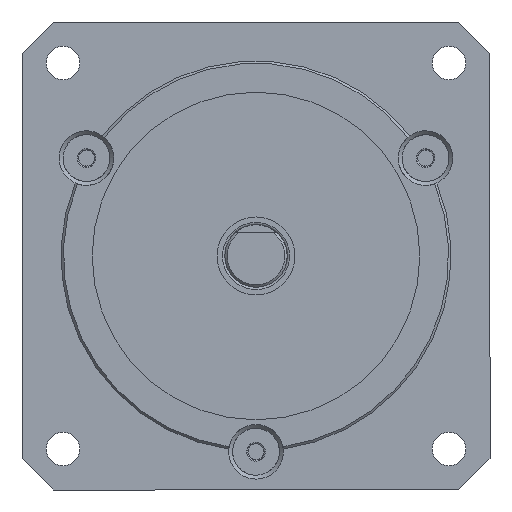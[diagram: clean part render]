
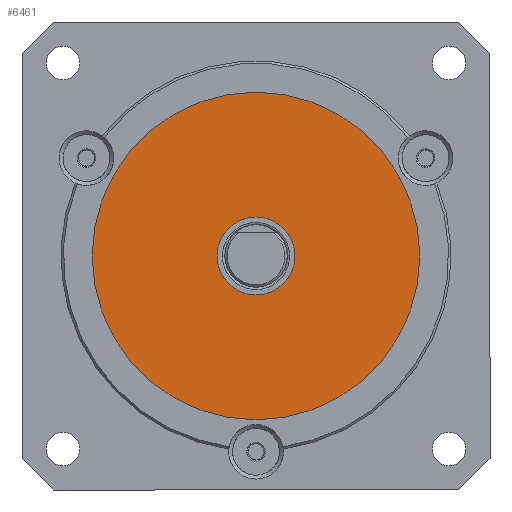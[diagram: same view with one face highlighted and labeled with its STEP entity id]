
A CAD part, front view. The second image highlights one B-rep face of the part: STEP entity #6461.
In plain terms, the highlighted planar face has unit normal (0, -1, 0).
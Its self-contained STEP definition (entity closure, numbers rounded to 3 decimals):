
#688 = VERTEX_POINT ( 'NONE', #1367 ) ;
#858 = CARTESIAN_POINT ( 'NONE',  ( 0., -6., 0. ) ) ;
#951 = CIRCLE ( 'NONE', #1870, 5. ) ;
#1367 = CARTESIAN_POINT ( 'NONE',  ( -21., -6., 0. ) ) ;
#1870 = AXIS2_PLACEMENT_3D ( 'NONE', #9604, #10446, #6248 ) ;
#2626 = DIRECTION ( 'NONE',  ( 0., 1., 0. ) ) ;
#2870 = DIRECTION ( 'NONE',  ( 0., 1., 0. ) ) ;
#2893 = ORIENTED_EDGE ( 'NONE', *, *, #8591, .T. ) ;
#3212 = EDGE_CURVE ( 'NONE', #688, #688, #4958, .T. ) ;
#3294 = FACE_OUTER_BOUND ( 'NONE', #3720, .T. ) ;
#3720 = EDGE_LOOP ( 'NONE', ( #9639 ) ) ;
#3780 = PLANE ( 'NONE',  #4065 ) ;
#4065 = AXIS2_PLACEMENT_3D ( 'NONE', #9452, #2870, #8549 ) ;
#4958 = CIRCLE ( 'NONE', #7342, 21. ) ;
#6248 = DIRECTION ( 'NONE',  ( -1., 0., 0. ) ) ;
#6461 = ADVANCED_FACE ( 'NONE', ( #3294, #9955 ), #3780, .F. ) ;
#7342 = AXIS2_PLACEMENT_3D ( 'NONE', #858, #2626, #7442 ) ;
#7442 = DIRECTION ( 'NONE',  ( -1., 0., 0. ) ) ;
#8378 = VERTEX_POINT ( 'NONE', #9635 ) ;
#8510 = EDGE_LOOP ( 'NONE', ( #2893 ) ) ;
#8549 = DIRECTION ( 'NONE',  ( -1., 0., 0. ) ) ;
#8591 = EDGE_CURVE ( 'NONE', #8378, #8378, #951, .T. ) ;
#9452 = CARTESIAN_POINT ( 'NONE',  ( 0., -6., 21. ) ) ;
#9604 = CARTESIAN_POINT ( 'NONE',  ( 0., -6., 0. ) ) ;
#9635 = CARTESIAN_POINT ( 'NONE',  ( -5., -6., 0. ) ) ;
#9639 = ORIENTED_EDGE ( 'NONE', *, *, #3212, .F. ) ;
#9955 = FACE_BOUND ( 'NONE', #8510, .T. ) ;
#10446 = DIRECTION ( 'NONE',  ( 0., 1., 0. ) ) ;
